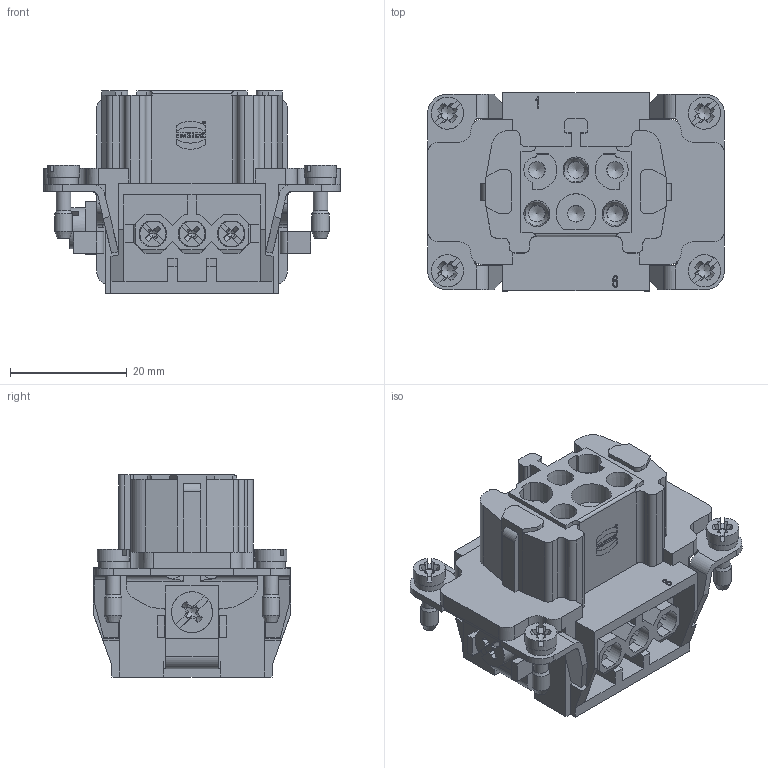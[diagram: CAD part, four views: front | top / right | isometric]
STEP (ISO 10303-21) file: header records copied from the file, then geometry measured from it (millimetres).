
FILE_DESCRIPTION(/* description */ (''),/* implementation_level */ '2;1');
FILE_NAME(/* name */ '100094987ugm000_d.stp',/* time_stamp */ '2018-11-26T15:30:31+01:00',/* author */ (''),/* organization */ (''),/* preprocessor_version */ 'ST-DEVELOPER v16.7',/* originating_system */ 'SIEMENS PLM Software NX 12.0',/* authorisation */ '');
FILE_SCHEMA (('AUTOMOTIVE_DESIGN { 1 0 10303 214 3 1 1 1 }'));
Products named in the file (1): 100094987ugm000_d
Bounding box: 50.85 x 33.9 x 34.6 mm (x, y, z)
Volume: 35.9 mm3; surface area: 15189.2 mm2
Topology: 12 solids, 13 shells, 1473 faces, 4229 edges, 2882 vertices
Faces by surface type: plane 920, cylinder 214, bspline 162, cone 99, extrusion 68, torus 10
Full cylindrical faces by diameter (mm): 0.335 x1, 0.492 x1, 2.438 x2, 2.5 x6, 2.85 x6, 3 x4, 3.05 x6, 3.2 x9, 5 x4, 5.5 x4, 7 x1
Entity records: 65662 total; most frequent: CARTESIAN_POINT 19527, ORIENTED_EDGE 7950, DIRECTION 6389, EDGE_CURVE 3975, VERTEX_POINT 2669, VECTOR 2501, LINE 2433, AXIS2_PLACEMENT_3D 1944
